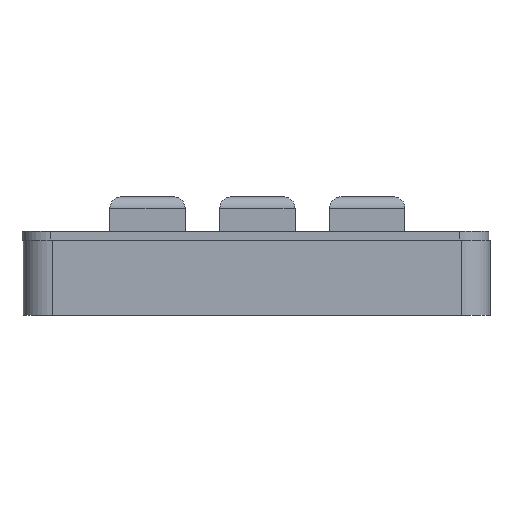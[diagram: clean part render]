
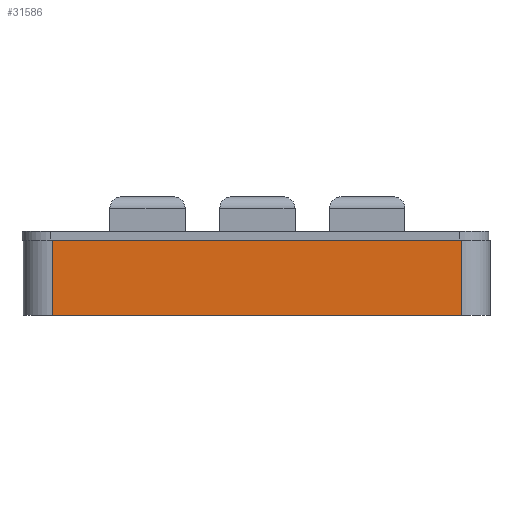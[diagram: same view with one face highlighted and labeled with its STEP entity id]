
A CAD part, front view. The second image highlights one B-rep face of the part: STEP entity #31586.
In plain terms, the highlighted planar face has unit normal (0, -1, 0).
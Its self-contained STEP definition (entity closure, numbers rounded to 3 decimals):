
#3795=FACE_OUTER_BOUND('',#5480,.T.);
#5480=EDGE_LOOP('',(#25836,#25837,#25838,#25839));
#8319=LINE('',#47219,#11551);
#8328=LINE('',#47249,#11560);
#8329=LINE('',#47252,#11561);
#8330=LINE('',#47253,#11562);
#11551=VECTOR('',#39228,10.);
#11560=VECTOR('',#39257,10.);
#11561=VECTOR('',#39260,10.);
#11562=VECTOR('',#39261,10.);
#15182=VERTEX_POINT('',#47216);
#15183=VERTEX_POINT('',#47218);
#15194=VERTEX_POINT('',#47247);
#15195=VERTEX_POINT('',#47251);
#19464=EDGE_CURVE('',#15182,#15183,#8319,.T.);
#19480=EDGE_CURVE('',#15194,#15182,#8328,.T.);
#19481=EDGE_CURVE('',#15195,#15194,#8329,.T.);
#19482=EDGE_CURVE('',#15183,#15195,#8330,.T.);
#25836=ORIENTED_EDGE('',*,*,#19480,.F.);
#25837=ORIENTED_EDGE('',*,*,#19481,.F.);
#25838=ORIENTED_EDGE('',*,*,#19482,.F.);
#25839=ORIENTED_EDGE('',*,*,#19464,.F.);
#30679=PLANE('',#33910);
#31586=ADVANCED_FACE('',(#3795),#30679,.T.);
#33910=AXIS2_PLACEMENT_3D('',#47250,#39258,#39259);
#39228=DIRECTION('',(1.,0.,0.));
#39257=DIRECTION('',(0.,0.,1.));
#39258=DIRECTION('center_axis',(0.,-1.,0.));
#39259=DIRECTION('ref_axis',(1.,0.,0.));
#39260=DIRECTION('',(-1.,0.,0.));
#39261=DIRECTION('',(0.,0.,-1.));
#47216=CARTESIAN_POINT('',(-29.5,-50.7,13.));
#47218=CARTESIAN_POINT('',(41.2,-50.7,13.));
#47219=CARTESIAN_POINT('',(46.2,-50.7,13.));
#47247=CARTESIAN_POINT('',(-29.5,-50.7,0.));
#47249=CARTESIAN_POINT('',(-29.5,-50.7,0.));
#47250=CARTESIAN_POINT('Origin',(-34.5,-50.7,0.));
#47251=CARTESIAN_POINT('',(41.2,-50.7,0.));
#47252=CARTESIAN_POINT('',(46.2,-50.7,0.));
#47253=CARTESIAN_POINT('',(41.2,-50.7,0.));
